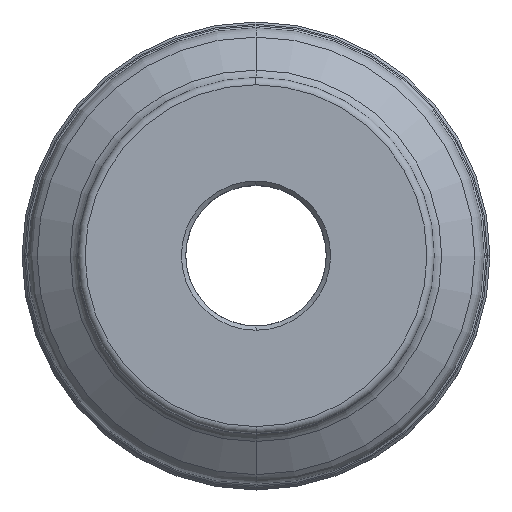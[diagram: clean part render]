
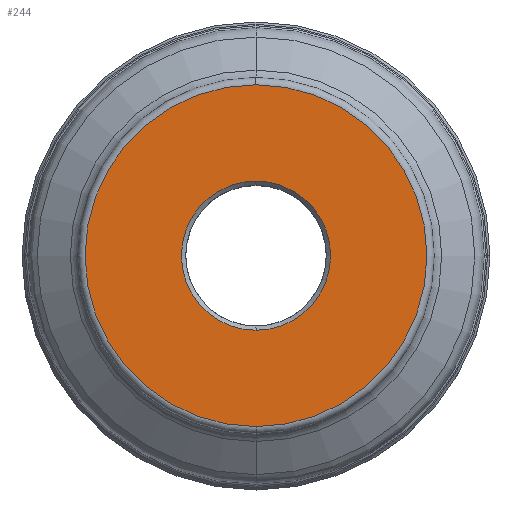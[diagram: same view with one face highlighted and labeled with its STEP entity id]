
A CAD part, top view. The second image highlights one B-rep face of the part: STEP entity #244.
In plain terms, the highlighted planar face has unit normal (0, 0, 1).
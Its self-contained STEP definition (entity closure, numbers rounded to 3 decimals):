
#244=ADVANCED_FACE('',(#308,#309),#299,.F.);
#299=PLANE('',#1577);
#308=FACE_BOUND('',#356,.T.);
#309=FACE_BOUND('',#357,.T.);
#356=EDGE_LOOP('',(#566,#567,#568,#569));
#357=EDGE_LOOP('',(#570,#571));
#566=ORIENTED_EDGE('',*,*,#978,.T.);
#567=ORIENTED_EDGE('',*,*,#976,.T.);
#568=ORIENTED_EDGE('',*,*,#975,.T.);
#569=ORIENTED_EDGE('',*,*,#979,.T.);
#570=ORIENTED_EDGE('',*,*,#980,.T.);
#571=ORIENTED_EDGE('',*,*,#981,.T.);
#836=VERTEX_POINT('',#2460);
#837=VERTEX_POINT('',#2462);
#838=VERTEX_POINT('',#2464);
#839=VERTEX_POINT('',#2468);
#840=VERTEX_POINT('',#2472);
#841=VERTEX_POINT('',#2473);
#975=EDGE_CURVE('',#837,#836,#1148,.T.);
#976=EDGE_CURVE('',#838,#837,#1149,.T.);
#978=EDGE_CURVE('',#839,#838,#1151,.T.);
#979=EDGE_CURVE('',#836,#839,#1152,.T.);
#980=EDGE_CURVE('',#840,#841,#1153,.T.);
#981=EDGE_CURVE('',#841,#840,#1154,.T.);
#1148=CIRCLE('',#1568,46.385);
#1149=CIRCLE('',#1569,46.385);
#1151=CIRCLE('',#1572,46.385);
#1152=CIRCLE('',#1573,46.385);
#1153=CIRCLE('',#1575,20.25);
#1154=CIRCLE('',#1576,20.25);
#1568=AXIS2_PLACEMENT_3D('',#2461,#1943,#1944);
#1569=AXIS2_PLACEMENT_3D('',#2463,#1945,#1946);
#1572=AXIS2_PLACEMENT_3D('',#2467,#1951,#1952);
#1573=AXIS2_PLACEMENT_3D('',#2469,#1953,#1954);
#1575=AXIS2_PLACEMENT_3D('',#2471,#1957,#1958);
#1576=AXIS2_PLACEMENT_3D('',#2474,#1959,#1960);
#1577=AXIS2_PLACEMENT_3D('',#2475,#1961,#1962);
#1943=DIRECTION('',(0.,0.,1.));
#1944=DIRECTION('',(0.,1.,0.));
#1945=DIRECTION('',(0.,0.,1.));
#1946=DIRECTION('',(0.,-1.,0.));
#1951=DIRECTION('',(0.,0.,1.));
#1952=DIRECTION('',(0.,-1.,0.));
#1953=DIRECTION('',(0.,0.,1.));
#1954=DIRECTION('',(0.,1.,0.));
#1957=DIRECTION('',(0.,0.,-1.));
#1958=DIRECTION('',(0.,-1.,0.));
#1959=DIRECTION('',(0.,0.,-1.));
#1960=DIRECTION('',(0.,1.,0.));
#1961=DIRECTION('',(0.,0.,-1.));
#1962=DIRECTION('',(0.,1.,0.));
#2460=CARTESIAN_POINT('',(0.,46.385,0.));
#2461=CARTESIAN_POINT('',(0.,0.,0.));
#2462=CARTESIAN_POINT('',(0.021,46.385,0.));
#2463=CARTESIAN_POINT('',(0.,0.,0.));
#2464=CARTESIAN_POINT('',(0.,-46.385,0.));
#2467=CARTESIAN_POINT('',(0.,0.,0.));
#2468=CARTESIAN_POINT('',(-0.021,-46.385,0.));
#2469=CARTESIAN_POINT('',(0.,0.,0.));
#2471=CARTESIAN_POINT('',(0.,0.,0.));
#2472=CARTESIAN_POINT('',(0.,-20.25,0.));
#2473=CARTESIAN_POINT('',(0.,20.25,0.));
#2474=CARTESIAN_POINT('',(0.,0.,0.));
#2475=CARTESIAN_POINT('',(0.,0.,0.));
